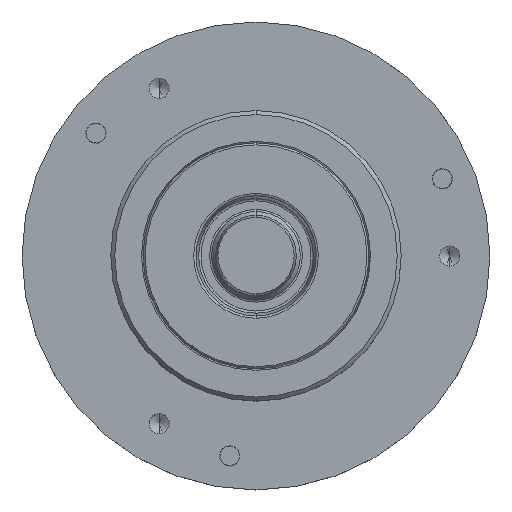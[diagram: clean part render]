
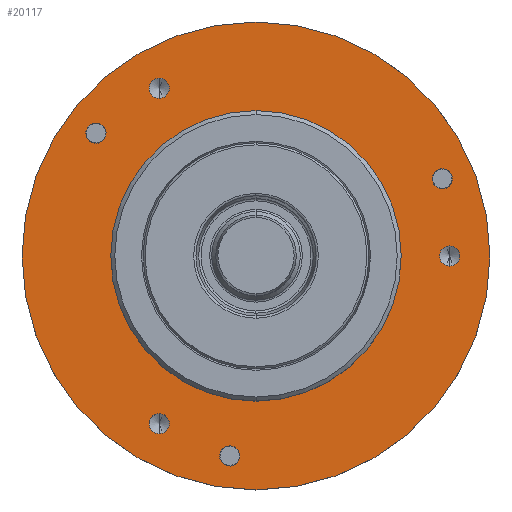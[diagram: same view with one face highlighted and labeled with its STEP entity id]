
A CAD part, top view. The second image highlights one B-rep face of the part: STEP entity #20117.
In plain terms, the highlighted planar face has unit normal (0, 0, 1).
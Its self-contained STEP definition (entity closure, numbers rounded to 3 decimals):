
#3747=CARTESIAN_POINT('',(0.,0.,17.));
#3748=DIRECTION('',(0.,0.,1.));
#3749=DIRECTION('',(1.,0.,0.));
#3750=AXIS2_PLACEMENT_3D('',#3747,#3748,#3749);
#3752=CARTESIAN_POINT('',(0.,0.,17.));
#3753=DIRECTION('',(0.,0.,1.));
#3754=DIRECTION('',(-1.,0.,0.));
#3755=AXIS2_PLACEMENT_3D('',#3752,#3753,#3754);
#3757=CARTESIAN_POINT('',(-19.834,15.219,17.));
#3758=DIRECTION('',(0.,0.,-1.));
#3759=DIRECTION('',(-0.793,0.609,0.));
#3760=AXIS2_PLACEMENT_3D('',#3757,#3758,#3759);
#3762=CARTESIAN_POINT('',(-19.834,15.219,17.));
#3763=DIRECTION('',(0.,0.,-1.));
#3764=DIRECTION('',(0.793,-0.609,0.));
#3765=AXIS2_PLACEMENT_3D('',#3762,#3763,#3764);
#3767=CARTESIAN_POINT('',(-3.263,-24.786,17.));
#3768=DIRECTION('',(0.,0.,-1.));
#3769=DIRECTION('',(-0.131,-0.991,0.));
#3770=AXIS2_PLACEMENT_3D('',#3767,#3768,#3769);
#3772=CARTESIAN_POINT('',(-3.263,-24.786,17.));
#3773=DIRECTION('',(0.,0.,-1.));
#3774=DIRECTION('',(0.131,0.991,0.));
#3775=AXIS2_PLACEMENT_3D('',#3772,#3773,#3774);
#3777=CARTESIAN_POINT('',(23.097,9.567,17.));
#3778=DIRECTION('',(0.,0.,-1.));
#3779=DIRECTION('',(0.924,0.383,0.));
#3780=AXIS2_PLACEMENT_3D('',#3777,#3778,#3779);
#3782=CARTESIAN_POINT('',(23.097,9.567,17.));
#3783=DIRECTION('',(0.,0.,-1.));
#3784=DIRECTION('',(-0.924,-0.383,0.));
#3785=AXIS2_PLACEMENT_3D('',#3782,#3783,#3784);
#3787=CARTESIAN_POINT('',(-12.,-20.785,17.));
#3788=DIRECTION('',(0.,0.,1.));
#3789=DIRECTION('',(0.,-1.,0.));
#3790=AXIS2_PLACEMENT_3D('',#3787,#3788,#3789);
#3792=CARTESIAN_POINT('',(-12.,-20.785,17.));
#3793=DIRECTION('',(0.,0.,1.));
#3794=DIRECTION('',(0.,1.,0.));
#3795=AXIS2_PLACEMENT_3D('',#3792,#3793,#3794);
#3797=CARTESIAN_POINT('',(-12.,20.785,17.));
#3798=DIRECTION('',(0.,0.,1.));
#3799=DIRECTION('',(0.,-1.,0.));
#3800=AXIS2_PLACEMENT_3D('',#3797,#3798,#3799);
#3802=CARTESIAN_POINT('',(-12.,20.785,17.));
#3803=DIRECTION('',(0.,0.,1.));
#3804=DIRECTION('',(0.,1.,0.));
#3805=AXIS2_PLACEMENT_3D('',#3802,#3803,#3804);
#3807=CARTESIAN_POINT('',(24.,0.,17.));
#3808=DIRECTION('',(0.,0.,1.));
#3809=DIRECTION('',(0.,-1.,0.));
#3810=AXIS2_PLACEMENT_3D('',#3807,#3808,#3809);
#3812=CARTESIAN_POINT('',(24.,0.,17.));
#3813=DIRECTION('',(0.,0.,1.));
#3814=DIRECTION('',(0.,1.,0.));
#3815=AXIS2_PLACEMENT_3D('',#3812,#3813,#3814);
#3825=CARTESIAN_POINT('',(0.,0.,17.));
#3826=DIRECTION('',(0.,0.,1.));
#3827=DIRECTION('',(0.,1.,0.));
#3828=AXIS2_PLACEMENT_3D('',#3825,#3826,#3827);
#3862=CARTESIAN_POINT('',(0.,0.,17.));
#3863=DIRECTION('',(0.,0.,-1.));
#3864=DIRECTION('',(0.,1.,0.));
#3865=AXIS2_PLACEMENT_3D('',#3862,#3863,#3864);
#15873=CARTESIAN_POINT('',(0.,18.,17.));
#15874=CARTESIAN_POINT('',(0.,-18.,17.));
#15875=VERTEX_POINT('',#15873);
#15876=VERTEX_POINT('',#15874);
#15877=CARTESIAN_POINT('',(29.,0.,17.));
#15878=CARTESIAN_POINT('',(-29.,0.,17.));
#15879=VERTEX_POINT('',#15877);
#15880=VERTEX_POINT('',#15878);
#15881=CARTESIAN_POINT('',(-20.826,15.98,17.));
#15882=CARTESIAN_POINT('',(-18.842,14.458,17.));
#15883=VERTEX_POINT('',#15881);
#15884=VERTEX_POINT('',#15882);
#15885=CARTESIAN_POINT('',(-3.426,-26.025,17.));
#15886=CARTESIAN_POINT('',(-3.1,-23.547,17.));
#15887=VERTEX_POINT('',#15885);
#15888=VERTEX_POINT('',#15886);
#15889=CARTESIAN_POINT('',(24.252,10.045,17.));
#15890=CARTESIAN_POINT('',(21.942,9.089,17.));
#15891=VERTEX_POINT('',#15889);
#15892=VERTEX_POINT('',#15890);
#15899=CARTESIAN_POINT('',(-12.,-22.035,17.));
#15900=CARTESIAN_POINT('',(-12.,-19.535,17.));
#15901=VERTEX_POINT('',#15899);
#15902=VERTEX_POINT('',#15900);
#15909=CARTESIAN_POINT('',(-12.,19.535,17.));
#15910=CARTESIAN_POINT('',(-12.,22.035,17.));
#15911=VERTEX_POINT('',#15909);
#15912=VERTEX_POINT('',#15910);
#15919=CARTESIAN_POINT('',(24.,-1.25,17.));
#15920=CARTESIAN_POINT('',(24.,1.25,17.));
#15921=VERTEX_POINT('',#15919);
#15922=VERTEX_POINT('',#15920);
#20065=CARTESIAN_POINT('',(0.,0.,17.));
#20066=DIRECTION('',(0.,0.,-1.));
#20067=DIRECTION('',(0.,1.,0.));
#20068=AXIS2_PLACEMENT_3D('',#20065,#20066,#20067);
#20069=PLANE('',#20068);
#20070=ORIENTED_EDGE('',*,*,#20055,.F.);
#20072=ORIENTED_EDGE('',*,*,#20071,.F.);
#20073=EDGE_LOOP('',(#20070,#20072));
#20074=FACE_OUTER_BOUND('',#20073,.F.);
#20076=ORIENTED_EDGE('',*,*,#20075,.T.);
#20078=ORIENTED_EDGE('',*,*,#20077,.F.);
#20079=EDGE_LOOP('',(#20076,#20078));
#20080=FACE_BOUND('',#20079,.F.);
#20082=ORIENTED_EDGE('',*,*,#20081,.F.);
#20084=ORIENTED_EDGE('',*,*,#20083,.F.);
#20085=EDGE_LOOP('',(#20082,#20084));
#20086=FACE_BOUND('',#20085,.F.);
#20088=ORIENTED_EDGE('',*,*,#20087,.F.);
#20090=ORIENTED_EDGE('',*,*,#20089,.F.);
#20091=EDGE_LOOP('',(#20088,#20090));
#20092=FACE_BOUND('',#20091,.F.);
#20094=ORIENTED_EDGE('',*,*,#20093,.F.);
#20096=ORIENTED_EDGE('',*,*,#20095,.F.);
#20097=EDGE_LOOP('',(#20094,#20096));
#20098=FACE_BOUND('',#20097,.F.);
#20100=ORIENTED_EDGE('',*,*,#20099,.T.);
#20102=ORIENTED_EDGE('',*,*,#20101,.T.);
#20103=EDGE_LOOP('',(#20100,#20102));
#20104=FACE_BOUND('',#20103,.F.);
#20106=ORIENTED_EDGE('',*,*,#20105,.T.);
#20108=ORIENTED_EDGE('',*,*,#20107,.T.);
#20109=EDGE_LOOP('',(#20106,#20108));
#20110=FACE_BOUND('',#20109,.F.);
#20112=ORIENTED_EDGE('',*,*,#20111,.T.);
#20114=ORIENTED_EDGE('',*,*,#20113,.T.);
#20115=EDGE_LOOP('',(#20112,#20114));
#20116=FACE_BOUND('',#20115,.F.);
#3751=CIRCLE('',#3750,29.);
#3756=CIRCLE('',#3755,29.);
#3761=CIRCLE('',#3760,1.25);
#3766=CIRCLE('',#3765,1.25);
#3771=CIRCLE('',#3770,1.25);
#3776=CIRCLE('',#3775,1.25);
#3781=CIRCLE('',#3780,1.25);
#3786=CIRCLE('',#3785,1.25);
#3791=CIRCLE('',#3790,1.25);
#3796=CIRCLE('',#3795,1.25);
#3801=CIRCLE('',#3800,1.25);
#3806=CIRCLE('',#3805,1.25);
#3811=CIRCLE('',#3810,1.25);
#3816=CIRCLE('',#3815,1.25);
#3829=CIRCLE('',#3828,18.);
#3866=CIRCLE('',#3865,18.);
#20055=EDGE_CURVE('',#15879,#15880,#3751,.T.);
#20071=EDGE_CURVE('',#15880,#15879,#3756,.T.);
#20075=EDGE_CURVE('',#15875,#15876,#3829,.T.);
#20077=EDGE_CURVE('',#15875,#15876,#3866,.T.);
#20081=EDGE_CURVE('',#15883,#15884,#3761,.T.);
#20083=EDGE_CURVE('',#15884,#15883,#3766,.T.);
#20087=EDGE_CURVE('',#15887,#15888,#3771,.T.);
#20089=EDGE_CURVE('',#15888,#15887,#3776,.T.);
#20093=EDGE_CURVE('',#15891,#15892,#3781,.T.);
#20095=EDGE_CURVE('',#15892,#15891,#3786,.T.);
#20099=EDGE_CURVE('',#15901,#15902,#3791,.T.);
#20101=EDGE_CURVE('',#15902,#15901,#3796,.T.);
#20105=EDGE_CURVE('',#15911,#15912,#3801,.T.);
#20107=EDGE_CURVE('',#15912,#15911,#3806,.T.);
#20111=EDGE_CURVE('',#15921,#15922,#3811,.T.);
#20113=EDGE_CURVE('',#15922,#15921,#3816,.T.);
#20117=ADVANCED_FACE('',(#20074,#20080,#20086,#20092,#20098,#20104,#20110,
#20116),#20069,.F.);
